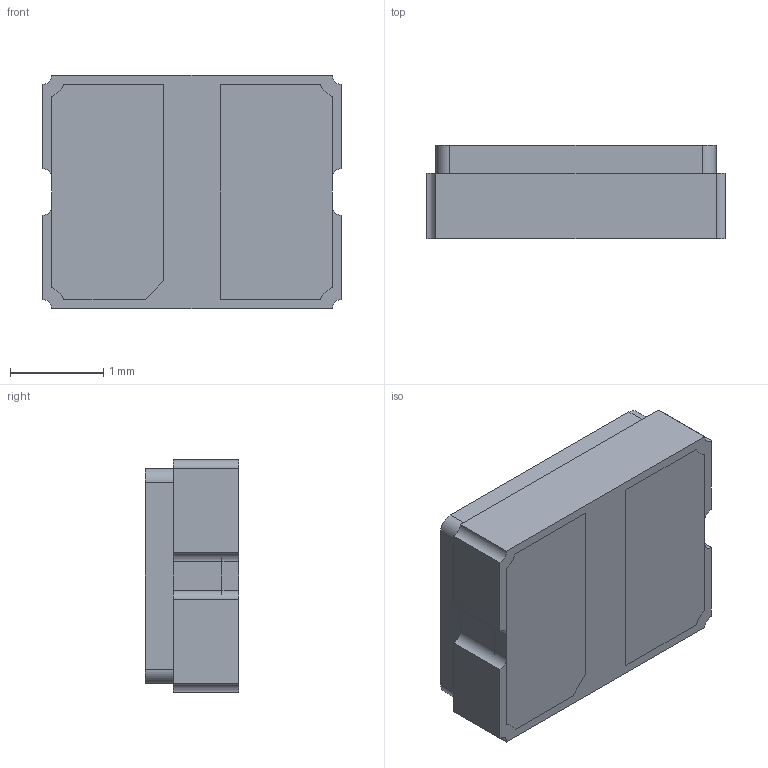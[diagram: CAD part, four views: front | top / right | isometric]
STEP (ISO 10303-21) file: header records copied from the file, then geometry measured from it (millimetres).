
FILE_DESCRIPTION (( 'STEP AP214' ), '1' );
FILE_NAME ('NX3225GD-8MHZ-STD-CRA-3.STEP', '2023-11-24T19:36:45', ( '' ), ( '' ), 'SwSTEP 2.0', 'SolidWorks 2021', '' );
FILE_SCHEMA (( 'AUTOMOTIVE_DESIGN' ));
Length unit declared in the file: millimetre
Products named in the file (1): NX3225GD-8MHZ-STD-CRA-3
Bounding box: 3.2 x 1 x 2.5 mm (x, y, z)
Volume: 7.6 mm3; surface area: 56.2 mm2
Topology: 4 solids, 4 shells, 62 faces, 158 edges, 104 vertices
Faces by surface type: plane 42, cylinder 20
Entity records: 1931 total; most frequent: CARTESIAN_POINT 325, DIRECTION 324, ORIENTED_EDGE 316, EDGE_CURVE 158, VECTOR 118, LINE 118, VERTEX_POINT 104, AXIS2_PLACEMENT_3D 103
